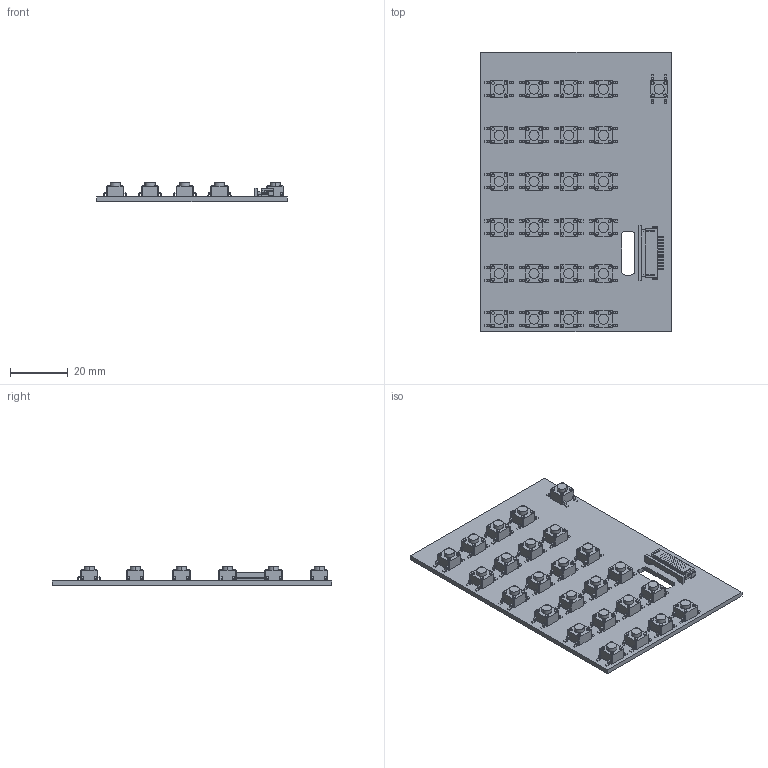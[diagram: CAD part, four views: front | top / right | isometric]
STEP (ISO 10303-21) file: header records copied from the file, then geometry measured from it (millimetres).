
FILE_DESCRIPTION(('Open CASCADE Model'),'2;1');
FILE_NAME('Open CASCADE Shape Model','2020-07-27T14:56:37',('Author'),( 'Open CASCADE'),'Open CASCADE STEP processor 6.8','Open CASCADE 6.8' ,'Unknown');
FILE_SCHEMA(('AUTOMOTIVE_DESIGN { 1 0 10303 214 1 1 1 1 }'));
Length unit declared in the file: millimetre
Products named in the file (30): PCB; Board; SW25; c-4-1437565-1-s-3d; SW24; SW23; SW22; SW21; SW20; SW19; SW18; SW17; SW16; SW15; SW14; SW13; SW12; SW11; SW10; SW9; SW8; SW7; SW6; SW5; SW4; SW3; SW2; SW1; J1; 522711290
Assembly tree (53 placements, depth 3):
  PCB
    Board
    SW25
      c-4-1437565-1-s-3d
    SW24
      c-4-1437565-1-s-3d
    SW23
      c-4-1437565-1-s-3d
    SW22
      c-4-1437565-1-s-3d
    SW21
      c-4-1437565-1-s-3d
    SW20
      c-4-1437565-1-s-3d
    SW19
      c-4-1437565-1-s-3d
    SW18
      c-4-1437565-1-s-3d
    SW17
      c-4-1437565-1-s-3d
    SW16
      c-4-1437565-1-s-3d
    SW15
      c-4-1437565-1-s-3d
    SW14
      c-4-1437565-1-s-3d
    SW13
      c-4-1437565-1-s-3d
    SW12
      c-4-1437565-1-s-3d
    SW11
      c-4-1437565-1-s-3d
    SW10
      c-4-1437565-1-s-3d
    SW9
      c-4-1437565-1-s-3d
    SW8
      c-4-1437565-1-s-3d
    SW7
      c-4-1437565-1-s-3d
    SW6
      c-4-1437565-1-s-3d
    SW5
      c-4-1437565-1-s-3d
    SW4
      c-4-1437565-1-s-3d
    SW3
      c-4-1437565-1-s-3d
    SW2
      c-4-1437565-1-s-3d
    SW1
      c-4-1437565-1-s-3d
    J1
      522711290
Bounding box: 66 x 97.03 x 6.73 mm (x, y, z)
Volume: 14287.1 mm3; surface area: 19085.4 mm2
Topology: 27 solids, 27 shells, 2440 faces, 6607 edges, 4388 vertices
Faces by surface type: plane 1682, cylinder 758
Entity records: 21085 total; most frequent: CARTESIAN_POINT 3722, ORIENTED_EDGE 3710, DIRECTION 3223, EDGE_CURVE 1855, LINE 1779, VECTOR 1779, VERTEX_POINT 1220, AXIS2_PLACEMENT_3D 722
